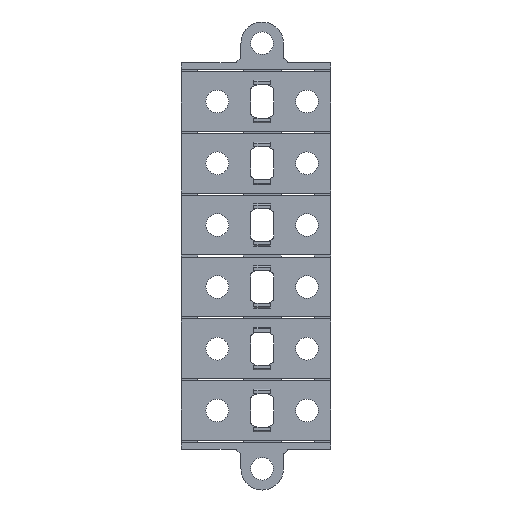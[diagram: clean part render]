
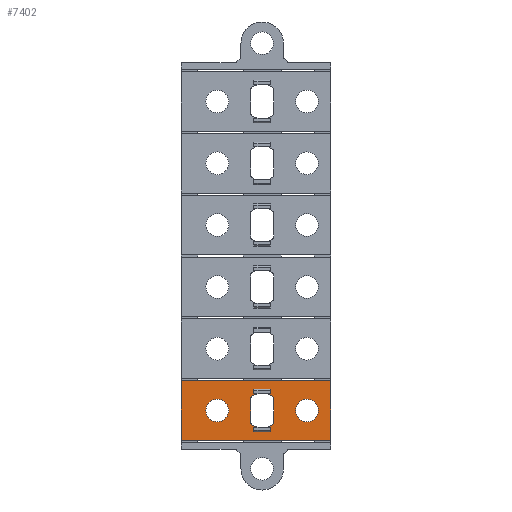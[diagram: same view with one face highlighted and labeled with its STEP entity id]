
A CAD part, left-side view. The second image highlights one B-rep face of the part: STEP entity #7402.
In plain terms, the highlighted planar face has unit normal (-1, 0, 0).
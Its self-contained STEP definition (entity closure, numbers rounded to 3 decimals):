
#929=DIRECTION('',(0.,0.,-1.));
#930=VECTOR('',#929,12.6);
#931=CARTESIAN_POINT('',(0.,-32.3,-59.2));
#932=LINE('',#931,#930);
#933=DIRECTION('',(0.,1.,0.));
#934=VECTOR('',#933,31.6);
#935=CARTESIAN_POINT('',(0.,-32.3,-71.8));
#936=LINE('',#935,#934);
#937=DIRECTION('',(0.,0.,1.));
#938=VECTOR('',#937,12.6);
#939=CARTESIAN_POINT('',(0.,-0.7,-71.8));
#940=LINE('',#939,#938);
#941=DIRECTION('',(0.,1.,0.));
#942=VECTOR('',#941,31.6);
#943=CARTESIAN_POINT('',(0.,-32.3,-59.2));
#944=LINE('',#943,#942);
#945=CARTESIAN_POINT('',(0.,-8.3,-65.5));
#946=DIRECTION('',(1.,0.,0.));
#947=DIRECTION('',(0.,0.,-1.));
#948=AXIS2_PLACEMENT_3D('',#945,#946,#947);
#950=CARTESIAN_POINT('',(0.,-8.3,-65.5));
#951=DIRECTION('',(1.,0.,0.));
#952=DIRECTION('',(0.,0.,1.));
#953=AXIS2_PLACEMENT_3D('',#950,#951,#952);
#955=CARTESIAN_POINT('',(0.,-27.3,-65.5));
#956=DIRECTION('',(-1.,0.,0.));
#957=DIRECTION('',(0.,0.,1.));
#958=AXIS2_PLACEMENT_3D('',#955,#956,#957);
#960=CARTESIAN_POINT('',(0.,-27.3,-65.5));
#961=DIRECTION('',(-1.,0.,0.));
#962=DIRECTION('',(0.,0.,-1.));
#963=AXIS2_PLACEMENT_3D('',#960,#961,#962);
#965=DIRECTION('',(0.,0.,1.));
#966=VECTOR('',#965,0.65);
#967=CARTESIAN_POINT('',(0.,-19.55,-69.65));
#968=LINE('',#967,#966);
#969=DIRECTION('',(0.,1.,-0.001));
#970=VECTOR('',#969,0.483);
#971=CARTESIAN_POINT('',(0.,-19.55,-69.));
#972=LINE('',#971,#970);
#973=CARTESIAN_POINT('',(0.,-18.632,-68.1));
#974=DIRECTION('',(1.,0.,0.));
#975=DIRECTION('',(0.,-0.5,-0.866));
#976=AXIS2_PLACEMENT_3D('',#973,#974,#975);
#978=DIRECTION('',(0.,0.866,-0.5));
#979=VECTOR('',#978,1.002);
#980=CARTESIAN_POINT('',(0.,-20.,-68.465));
#981=LINE('',#980,#979);
#982=CARTESIAN_POINT('',(0.,-19.75,-68.032));
#983=DIRECTION('',(1.,0.,0.));
#984=DIRECTION('',(0.,-1.,0.));
#985=AXIS2_PLACEMENT_3D('',#982,#983,#984);
#987=CARTESIAN_POINT('',(0.,-19.75,-62.968));
#988=DIRECTION('',(1.,0.,0.));
#989=DIRECTION('',(0.,-0.5,0.866));
#990=AXIS2_PLACEMENT_3D('',#987,#988,#989);
#992=DIRECTION('',(0.,-0.866,-0.5));
#993=VECTOR('',#992,1.002);
#994=CARTESIAN_POINT('',(0.,-19.132,-62.034));
#995=LINE('',#994,#993);
#996=CARTESIAN_POINT('',(0.,-18.632,-62.9));
#997=DIRECTION('',(1.,0.,0.));
#998=DIRECTION('',(0.,-0.436,0.9));
#999=AXIS2_PLACEMENT_3D('',#996,#997,#998);
#1001=DIRECTION('',(0.,1.,0.001));
#1002=VECTOR('',#1001,0.483);
#1003=CARTESIAN_POINT('',(0.,-19.55,-62.));
#1004=LINE('',#1003,#1002);
#1005=DIRECTION('',(0.,0.,1.));
#1006=VECTOR('',#1005,0.65);
#1007=CARTESIAN_POINT('',(0.,-19.55,-62.));
#1008=LINE('',#1007,#1006);
#1009=DIRECTION('',(0.,0.,1.));
#1010=VECTOR('',#1009,0.65);
#1011=CARTESIAN_POINT('',(0.,-16.05,-62.));
#1012=LINE('',#1011,#1010);
#1013=DIRECTION('',(0.,1.,-0.001));
#1014=VECTOR('',#1013,0.483);
#1015=CARTESIAN_POINT('',(0.,-16.533,-62.));
#1016=LINE('',#1015,#1014);
#1017=CARTESIAN_POINT('',(0.,-16.968,-62.9));
#1018=DIRECTION('',(1.,0.,0.));
#1019=DIRECTION('',(0.,0.5,0.866));
#1020=AXIS2_PLACEMENT_3D('',#1017,#1018,#1019);
#1022=DIRECTION('',(0.,-0.866,0.5));
#1023=VECTOR('',#1022,1.002);
#1024=CARTESIAN_POINT('',(0.,-15.6,-62.535));
#1025=LINE('',#1024,#1023);
#1026=CARTESIAN_POINT('',(0.,-15.85,-62.968));
#1027=DIRECTION('',(1.,0.,0.));
#1028=DIRECTION('',(0.,1.,0.));
#1029=AXIS2_PLACEMENT_3D('',#1026,#1027,#1028);
#1031=CARTESIAN_POINT('',(0.,-15.85,-68.032));
#1032=DIRECTION('',(1.,0.,0.));
#1033=DIRECTION('',(0.,0.5,-0.866));
#1034=AXIS2_PLACEMENT_3D('',#1031,#1032,#1033);
#1036=DIRECTION('',(0.,0.866,0.5));
#1037=VECTOR('',#1036,1.002);
#1038=CARTESIAN_POINT('',(0.,-16.468,-68.966));
#1039=LINE('',#1038,#1037);
#1040=CARTESIAN_POINT('',(0.,-16.968,-68.1));
#1041=DIRECTION('',(1.,0.,0.));
#1042=DIRECTION('',(0.,0.436,-0.9));
#1043=AXIS2_PLACEMENT_3D('',#1040,#1041,#1042);
#1045=DIRECTION('',(0.,1.,0.001));
#1046=VECTOR('',#1045,0.483);
#1047=CARTESIAN_POINT('',(0.,-16.533,-69.));
#1048=LINE('',#1047,#1046);
#1049=DIRECTION('',(0.,0.,1.));
#1050=VECTOR('',#1049,0.65);
#1051=CARTESIAN_POINT('',(0.,-16.05,-69.65));
#1052=LINE('',#1051,#1050);
#4057=DIRECTION('',(0.,1.,0.));
#4058=VECTOR('',#4057,3.5);
#4059=CARTESIAN_POINT('',(0.,-19.55,-69.65));
#4060=LINE('',#4059,#4058);
#4195=DIRECTION('',(0.,0.,1.));
#4196=VECTOR('',#4195,5.064);
#4197=CARTESIAN_POINT('',(0.,-15.35,-68.032));
#4198=LINE('',#4197,#4196);
#4270=DIRECTION('',(0.,-1.,0.));
#4271=VECTOR('',#4270,3.5);
#4272=CARTESIAN_POINT('',(0.,-16.05,-61.35));
#4273=LINE('',#4272,#4271);
#4309=DIRECTION('',(0.,0.,-1.));
#4310=VECTOR('',#4309,5.064);
#4311=CARTESIAN_POINT('',(0.,-20.25,-62.968));
#4312=LINE('',#4311,#4310);
#5521=CARTESIAN_POINT('',(0.,-32.3,-59.2));
#5522=CARTESIAN_POINT('',(0.,-32.3,-71.8));
#5523=VERTEX_POINT('',#5521);
#5524=VERTEX_POINT('',#5522);
#5525=CARTESIAN_POINT('',(0.,-0.7,-71.8));
#5526=CARTESIAN_POINT('',(0.,-0.7,-59.2));
#5527=VERTEX_POINT('',#5525);
#5528=VERTEX_POINT('',#5526);
#5529=CARTESIAN_POINT('',(0.,-8.3,-67.9));
#5530=CARTESIAN_POINT('',(0.,-8.3,-63.1));
#5531=VERTEX_POINT('',#5529);
#5532=VERTEX_POINT('',#5530);
#5537=CARTESIAN_POINT('',(0.,-27.3,-63.1));
#5538=CARTESIAN_POINT('',(0.,-27.3,-67.9));
#5539=VERTEX_POINT('',#5537);
#5540=VERTEX_POINT('',#5538);
#5549=CARTESIAN_POINT('',(0.,-15.35,-62.968));
#5550=CARTESIAN_POINT('',(0.,-15.6,-62.535));
#5551=VERTEX_POINT('',#5549);
#5552=VERTEX_POINT('',#5550);
#5553=CARTESIAN_POINT('',(0.,-16.468,-62.034));
#5554=VERTEX_POINT('',#5553);
#5555=CARTESIAN_POINT('',(0.,-19.132,-62.034));
#5556=CARTESIAN_POINT('',(0.,-20.,-62.535));
#5557=VERTEX_POINT('',#5555);
#5558=VERTEX_POINT('',#5556);
#5559=CARTESIAN_POINT('',(0.,-20.25,-62.968));
#5560=VERTEX_POINT('',#5559);
#5561=CARTESIAN_POINT('',(0.,-20.25,-68.032));
#5562=CARTESIAN_POINT('',(0.,-20.,-68.465));
#5563=VERTEX_POINT('',#5561);
#5564=VERTEX_POINT('',#5562);
#5565=CARTESIAN_POINT('',(0.,-19.132,-68.966));
#5566=VERTEX_POINT('',#5565);
#5567=CARTESIAN_POINT('',(0.,-16.468,-68.966));
#5568=CARTESIAN_POINT('',(0.,-15.6,-68.465));
#5569=VERTEX_POINT('',#5567);
#5570=VERTEX_POINT('',#5568);
#5571=CARTESIAN_POINT('',(0.,-15.35,-68.032));
#5572=VERTEX_POINT('',#5571);
#6339=CARTESIAN_POINT('',(0.,-19.55,-69.65));
#6340=CARTESIAN_POINT('',(0.,-19.55,-69.));
#6341=VERTEX_POINT('',#6339);
#6342=VERTEX_POINT('',#6340);
#6343=CARTESIAN_POINT('',(0.,-19.55,-62.));
#6344=CARTESIAN_POINT('',(0.,-19.55,-61.35));
#6345=VERTEX_POINT('',#6343);
#6346=VERTEX_POINT('',#6344);
#6347=CARTESIAN_POINT('',(0.,-16.05,-69.65));
#6348=CARTESIAN_POINT('',(0.,-16.05,-69.));
#6349=VERTEX_POINT('',#6347);
#6350=VERTEX_POINT('',#6348);
#6351=CARTESIAN_POINT('',(0.,-16.05,-62.));
#6352=CARTESIAN_POINT('',(0.,-16.05,-61.35));
#6353=VERTEX_POINT('',#6351);
#6354=VERTEX_POINT('',#6352);
#6355=CARTESIAN_POINT('',(0.,-19.067,-69.));
#6356=VERTEX_POINT('',#6355);
#6357=CARTESIAN_POINT('',(0.,-16.533,-69.));
#6358=VERTEX_POINT('',#6357);
#6359=CARTESIAN_POINT('',(0.,-19.067,-62.));
#6360=VERTEX_POINT('',#6359);
#6361=CARTESIAN_POINT('',(0.,-16.533,-62.));
#6362=VERTEX_POINT('',#6361);
#7327=CARTESIAN_POINT('',(0.,0.,-65.5));
#7328=DIRECTION('',(1.,0.,0.));
#7329=DIRECTION('',(0.,0.,-1.));
#7330=AXIS2_PLACEMENT_3D('',#7327,#7328,#7329);
#7331=PLANE('',#7330);
#7332=ORIENTED_EDGE('',*,*,#7150,.T.);
#7334=ORIENTED_EDGE('',*,*,#7333,.T.);
#7336=ORIENTED_EDGE('',*,*,#7335,.T.);
#7337=ORIENTED_EDGE('',*,*,#7309,.F.);
#7338=EDGE_LOOP('',(#7332,#7334,#7336,#7337));
#7339=FACE_OUTER_BOUND('',#7338,.F.);
#7341=ORIENTED_EDGE('',*,*,#7340,.F.);
#7343=ORIENTED_EDGE('',*,*,#7342,.F.);
#7344=EDGE_LOOP('',(#7341,#7343));
#7345=FACE_BOUND('',#7344,.F.);
#7347=ORIENTED_EDGE('',*,*,#7346,.T.);
#7349=ORIENTED_EDGE('',*,*,#7348,.T.);
#7350=EDGE_LOOP('',(#7347,#7349));
#7351=FACE_BOUND('',#7350,.F.);
#7353=ORIENTED_EDGE('',*,*,#7352,.T.);
#7355=ORIENTED_EDGE('',*,*,#7354,.T.);
#7357=ORIENTED_EDGE('',*,*,#7356,.F.);
#7359=ORIENTED_EDGE('',*,*,#7358,.F.);
#7361=ORIENTED_EDGE('',*,*,#7360,.F.);
#7363=ORIENTED_EDGE('',*,*,#7362,.F.);
#7365=ORIENTED_EDGE('',*,*,#7364,.F.);
#7367=ORIENTED_EDGE('',*,*,#7366,.F.);
#7369=ORIENTED_EDGE('',*,*,#7368,.F.);
#7371=ORIENTED_EDGE('',*,*,#7370,.F.);
#7373=ORIENTED_EDGE('',*,*,#7372,.T.);
#7375=ORIENTED_EDGE('',*,*,#7374,.F.);
#7377=ORIENTED_EDGE('',*,*,#7376,.F.);
#7379=ORIENTED_EDGE('',*,*,#7378,.F.);
#7381=ORIENTED_EDGE('',*,*,#7380,.F.);
#7383=ORIENTED_EDGE('',*,*,#7382,.F.);
#7385=ORIENTED_EDGE('',*,*,#7384,.F.);
#7387=ORIENTED_EDGE('',*,*,#7386,.F.);
#7389=ORIENTED_EDGE('',*,*,#7388,.F.);
#7391=ORIENTED_EDGE('',*,*,#7390,.F.);
#7393=ORIENTED_EDGE('',*,*,#7392,.F.);
#7395=ORIENTED_EDGE('',*,*,#7394,.T.);
#7397=ORIENTED_EDGE('',*,*,#7396,.F.);
#7399=ORIENTED_EDGE('',*,*,#7398,.F.);
#7400=EDGE_LOOP('',(#7353,#7355,#7357,#7359,#7361,#7363,#7365,#7367,#7369,#7371,
#7373,#7375,#7377,#7379,#7381,#7383,#7385,#7387,#7389,#7391,#7393,#7395,#7397,
#7399));
#7401=FACE_BOUND('',#7400,.F.);
#7402=ADVANCED_FACE('',(#7339,#7345,#7351,#7401),#7331,.F.);
#949=CIRCLE('',#948,2.4);
#954=CIRCLE('',#953,2.4);
#959=CIRCLE('',#958,2.4);
#964=CIRCLE('',#963,2.4);
#977=CIRCLE('',#976,1.);
#986=CIRCLE('',#985,0.5);
#991=CIRCLE('',#990,0.5);
#1000=CIRCLE('',#999,1.);
#1021=CIRCLE('',#1020,1.);
#1030=CIRCLE('',#1029,0.5);
#1035=CIRCLE('',#1034,0.5);
#1044=CIRCLE('',#1043,1.);
#7150=EDGE_CURVE('',#5523,#5524,#932,.T.);
#7309=EDGE_CURVE('',#5523,#5528,#944,.T.);
#7333=EDGE_CURVE('',#5524,#5527,#936,.T.);
#7335=EDGE_CURVE('',#5527,#5528,#940,.T.);
#7340=EDGE_CURVE('',#5531,#5532,#949,.T.);
#7342=EDGE_CURVE('',#5532,#5531,#954,.T.);
#7346=EDGE_CURVE('',#5539,#5540,#959,.T.);
#7348=EDGE_CURVE('',#5540,#5539,#964,.T.);
#7352=EDGE_CURVE('',#6341,#6342,#968,.T.);
#7354=EDGE_CURVE('',#6342,#6356,#972,.T.);
#7356=EDGE_CURVE('',#5566,#6356,#977,.T.);
#7358=EDGE_CURVE('',#5564,#5566,#981,.T.);
#7360=EDGE_CURVE('',#5563,#5564,#986,.T.);
#7362=EDGE_CURVE('',#5560,#5563,#4312,.T.);
#7364=EDGE_CURVE('',#5558,#5560,#991,.T.);
#7366=EDGE_CURVE('',#5557,#5558,#995,.T.);
#7368=EDGE_CURVE('',#6360,#5557,#1000,.T.);
#7370=EDGE_CURVE('',#6345,#6360,#1004,.T.);
#7372=EDGE_CURVE('',#6345,#6346,#1008,.T.);
#7374=EDGE_CURVE('',#6354,#6346,#4273,.T.);
#7376=EDGE_CURVE('',#6353,#6354,#1012,.T.);
#7378=EDGE_CURVE('',#6362,#6353,#1016,.T.);
#7380=EDGE_CURVE('',#5554,#6362,#1021,.T.);
#7382=EDGE_CURVE('',#5552,#5554,#1025,.T.);
#7384=EDGE_CURVE('',#5551,#5552,#1030,.T.);
#7386=EDGE_CURVE('',#5572,#5551,#4198,.T.);
#7388=EDGE_CURVE('',#5570,#5572,#1035,.T.);
#7390=EDGE_CURVE('',#5569,#5570,#1039,.T.);
#7392=EDGE_CURVE('',#6358,#5569,#1044,.T.);
#7394=EDGE_CURVE('',#6358,#6350,#1048,.T.);
#7396=EDGE_CURVE('',#6349,#6350,#1052,.T.);
#7398=EDGE_CURVE('',#6341,#6349,#4060,.T.);
